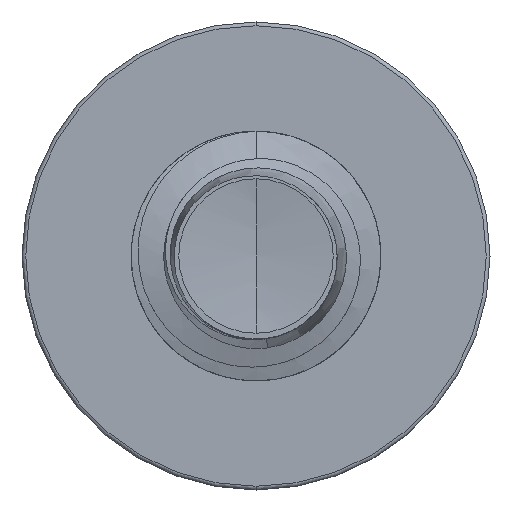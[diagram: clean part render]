
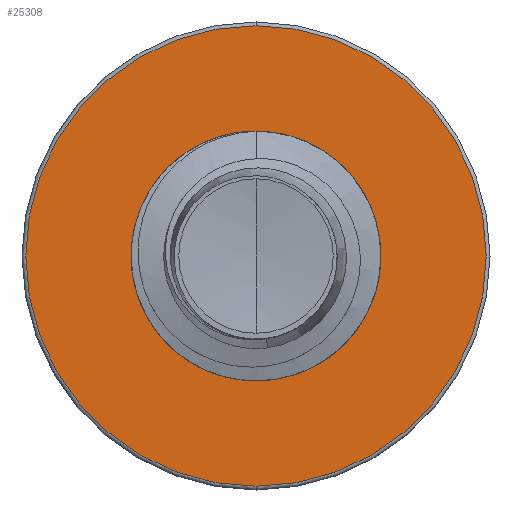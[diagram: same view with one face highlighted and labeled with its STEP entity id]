
A CAD part, front view. The second image highlights one B-rep face of the part: STEP entity #25308.
In plain terms, the highlighted planar face has unit normal (0, -1, 0).
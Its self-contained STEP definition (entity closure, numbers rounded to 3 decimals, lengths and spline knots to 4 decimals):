
#425 = DIRECTION ( 'NONE',  ( 0., 0., 1. ) ) ;
#937 = EDGE_LOOP ( 'NONE', ( #1306, #1118 ) ) ;
#1118 = ORIENTED_EDGE ( 'NONE', *, *, #13663, .T. ) ;
#1306 = ORIENTED_EDGE ( 'NONE', *, *, #23569, .T. ) ;
#1656 = AXIS2_PLACEMENT_3D ( 'NONE', #10208, #26468, #12759 ) ;
#2522 = DIRECTION ( 'NONE',  ( 0., 1., 0. ) ) ;
#2787 = EDGE_CURVE ( 'NONE', #12780, #23239, #26939, .T. ) ;
#3458 = CARTESIAN_POINT ( 'NONE',  ( 0., 7., 0.7992 ) ) ;
#7005 = AXIS2_PLACEMENT_3D ( 'NONE', #17570, #2522, #19897 ) ;
#7059 = EDGE_LOOP ( 'NONE', ( #10726, #11460 ) ) ;
#8661 = CARTESIAN_POINT ( 'NONE',  ( 0., 7., 0. ) ) ;
#10208 = CARTESIAN_POINT ( 'NONE',  ( 0., 7., 0. ) ) ;
#10726 = ORIENTED_EDGE ( 'NONE', *, *, #2787, .F. ) ;
#11190 = DIRECTION ( 'NONE',  ( 0., 0., 1. ) ) ;
#11347 = FACE_BOUND ( 'NONE', #937, .T. ) ;
#11460 = ORIENTED_EDGE ( 'NONE', *, *, #23656, .F. ) ;
#11503 = VERTEX_POINT ( 'NONE', #18946 ) ;
#11762 = CIRCLE ( 'NONE', #1656, 0.7992 ) ;
#12759 = DIRECTION ( 'NONE',  ( 0., 0., 1. ) ) ;
#12780 = VERTEX_POINT ( 'NONE', #14631 ) ;
#13663 = EDGE_CURVE ( 'NONE', #11503, #26822, #29814, .T. ) ;
#14631 = CARTESIAN_POINT ( 'NONE',  ( 0., 7., 1.476 ) ) ;
#15855 = DIRECTION ( 'NONE',  ( 0., 1., 0. ) ) ;
#17570 = CARTESIAN_POINT ( 'NONE',  ( 0., 7., 0. ) ) ;
#17798 = FACE_OUTER_BOUND ( 'NONE', #7059, .T. ) ;
#18946 = CARTESIAN_POINT ( 'NONE',  ( 0., 7., -0.7992 ) ) ;
#19897 = DIRECTION ( 'NONE',  ( 0., 0., 1. ) ) ;
#23239 = VERTEX_POINT ( 'NONE', #27458 ) ;
#23569 = EDGE_CURVE ( 'NONE', #26822, #11503, #11762, .T. ) ;
#23656 = EDGE_CURVE ( 'NONE', #23239, #12780, #30155, .T. ) ;
#24029 = AXIS2_PLACEMENT_3D ( 'NONE', #24953, #15855, #425 ) ;
#24953 = CARTESIAN_POINT ( 'NONE',  ( 0., 7., -0.7992 ) ) ;
#25164 = DIRECTION ( 'NONE',  ( 0., 1., 0. ) ) ;
#25308 = ADVANCED_FACE ( 'NONE', ( #17798, #11347 ), #29417, .F. ) ;
#26468 = DIRECTION ( 'NONE',  ( 0., 1., 0. ) ) ;
#26822 = VERTEX_POINT ( 'NONE', #3458 ) ;
#26939 = CIRCLE ( 'NONE', #31354, 1.476 ) ;
#27361 = DIRECTION ( 'NONE',  ( 0., 0., 1. ) ) ;
#27393 = DIRECTION ( 'NONE',  ( 0., 1., 0. ) ) ;
#27425 = CARTESIAN_POINT ( 'NONE',  ( 0., 7., 0. ) ) ;
#27458 = CARTESIAN_POINT ( 'NONE',  ( 0., 7., -1.476 ) ) ;
#27785 = AXIS2_PLACEMENT_3D ( 'NONE', #8661, #25164, #11190 ) ;
#29417 = PLANE ( 'NONE',  #24029 ) ;
#29814 = CIRCLE ( 'NONE', #27785, 0.7992 ) ;
#30155 = CIRCLE ( 'NONE', #7005, 1.476 ) ;
#31354 = AXIS2_PLACEMENT_3D ( 'NONE', #27425, #27393, #27361 ) ;
